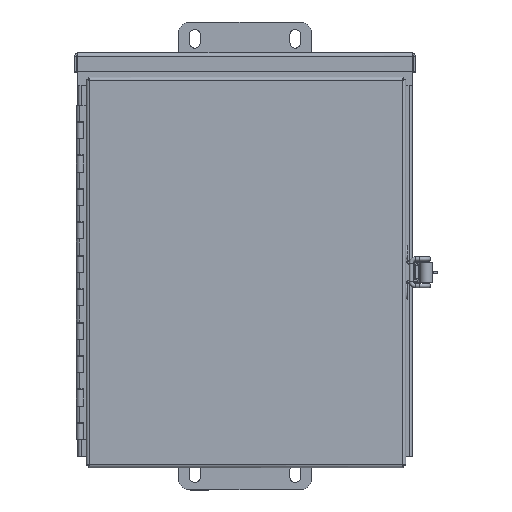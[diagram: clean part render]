
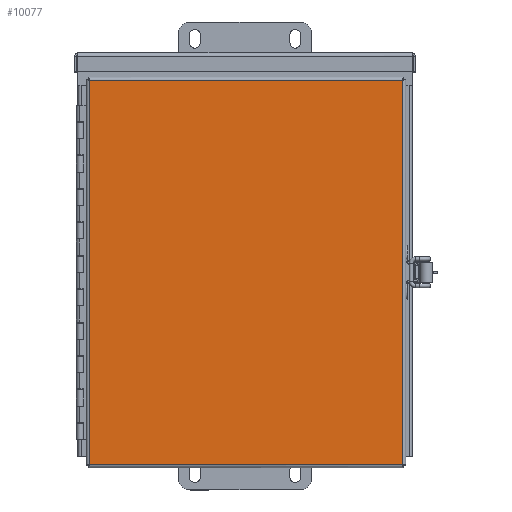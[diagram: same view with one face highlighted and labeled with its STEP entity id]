
A CAD part, top view. The second image highlights one B-rep face of the part: STEP entity #10077.
In plain terms, the highlighted face is planar.
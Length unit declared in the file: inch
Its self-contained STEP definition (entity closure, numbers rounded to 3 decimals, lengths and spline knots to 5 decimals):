
#571=PLANE($,#10737);
#1027=FACE_OUTER_BOUND($,#1586,.T.);
#1586=EDGE_LOOP($,(#7812,#7813,#7814,#7815));
#2731=LINE($,#15585,#3737);
#2747=LINE($,#15687,#3753);
#2762=LINE($,#15787,#3768);
#2777=LINE($,#15886,#3783);
#3737=VECTOR($,#12418,9.375);
#3753=VECTOR($,#12448,11.5);
#3768=VECTOR($,#12477,9.375);
#3783=VECTOR($,#12506,11.5);
#4590=VERTEX_POINT($,#15576);
#4591=VERTEX_POINT($,#15584);
#4602=VERTEX_POINT($,#15679);
#4612=VERTEX_POINT($,#15779);
#5691=EDGE_CURVE($,#4591,#4590,#2731,.T.);
#5711=EDGE_CURVE($,#4590,#4602,#2747,.T.);
#5730=EDGE_CURVE($,#4602,#4612,#2762,.T.);
#5749=EDGE_CURVE($,#4612,#4591,#2777,.T.);
#7812=ORIENTED_EDGE($,*,*,#5691,.T.);
#7813=ORIENTED_EDGE($,*,*,#5711,.T.);
#7814=ORIENTED_EDGE($,*,*,#5730,.T.);
#7815=ORIENTED_EDGE($,*,*,#5749,.T.);
#10077=ADVANCED_FACE($,(#1027),#571,.F.);
#10737=AXIS2_PLACEMENT_3D($,#15972,#12531,#12532);
#12418=DIRECTION($,(-1.,0.,0.));
#12448=DIRECTION($,(0.,1.,0.));
#12477=DIRECTION($,(1.,0.,0.));
#12506=DIRECTION($,(0.,-1.,0.));
#12531=DIRECTION('center_axis',(0.,0.,1.));
#12532=DIRECTION('ref_axis',(1.,0.,0.));
#15576=CARTESIAN_POINT('',(-4.90625,-5.75,0.));
#15584=CARTESIAN_POINT('',(4.46875,-5.75,0.));
#15585=CARTESIAN_POINT($,(2.125,-5.75,0.));
#15679=CARTESIAN_POINT('',(-4.90625,5.75,0.));
#15687=CARTESIAN_POINT($,(-4.90625,-2.875,0.));
#15779=CARTESIAN_POINT('',(4.46875,5.75,0.));
#15787=CARTESIAN_POINT($,(-2.5625,5.75,0.));
#15886=CARTESIAN_POINT($,(4.46875,2.875,0.));
#15972=CARTESIAN_POINT('Origin',(-0.21875,0.,
0.));
